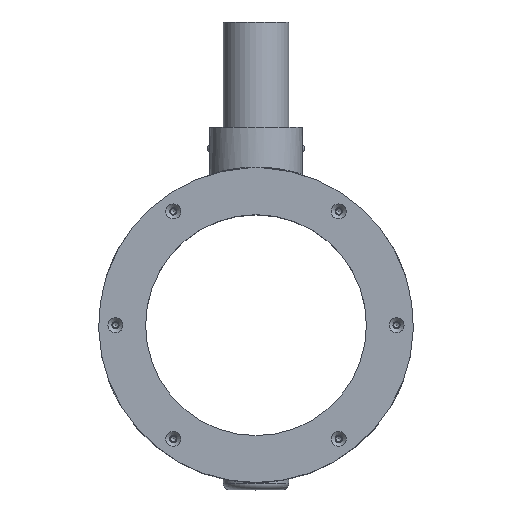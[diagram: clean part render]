
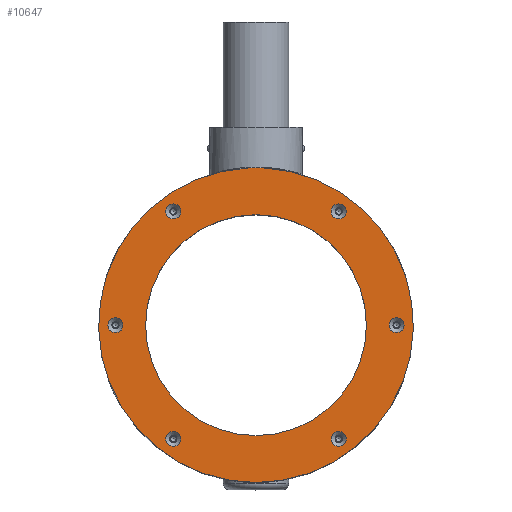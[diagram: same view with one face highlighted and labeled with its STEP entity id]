
A CAD part, top view. The second image highlights one B-rep face of the part: STEP entity #10647.
In plain terms, the highlighted planar face has unit normal (0, 0, 1).
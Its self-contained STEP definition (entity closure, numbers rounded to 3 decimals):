
#245 = CIRCLE ( 'NONE', #27529, 119.7 ) ;
#647 = AXIS2_PLACEMENT_3D ( 'NONE', #18503, #24051, #10701 ) ;
#1128 = AXIS2_PLACEMENT_3D ( 'NONE', #27316, #12250, #14500 ) ;
#1255 = FACE_BOUND ( 'NONE', #5011, .T. ) ;
#1397 = FACE_BOUND ( 'NONE', #24078, .T. ) ;
#1514 = VERTEX_POINT ( 'NONE', #14746 ) ;
#1631 = CARTESIAN_POINT ( 'NONE',  ( 208.953, 75.983, 165.24 ) ) ;
#1794 = CIRCLE ( 'NONE', #15891, 119.7 ) ;
#2036 = CARTESIAN_POINT ( 'NONE',  ( 258.764, 162.487, 165.24 ) ) ;
#2064 = CARTESIAN_POINT ( 'NONE',  ( 214.688, 248.991, 165.24 ) ) ;
#2109 = DIRECTION ( 'NONE',  ( -1., 0., 0. ) ) ;
#2496 = CIRCLE ( 'NONE', #647, 119.7 ) ;
#2674 = CARTESIAN_POINT ( 'NONE',  ( 146.104, 162.487, 165.24 ) ) ;
#2908 = EDGE_CURVE ( 'NONE', #5337, #5337, #20460, .T. ) ;
#3397 = CIRCLE ( 'NONE', #9294, 5.735 ) ;
#3540 = FACE_BOUND ( 'NONE', #20590, .T. ) ;
#3546 = CARTESIAN_POINT ( 'NONE',  ( 253.029, 162.487, 165.24 ) ) ;
#4057 = ORIENTED_EDGE ( 'NONE', *, *, #8755, .F. ) ;
#4378 = EDGE_CURVE ( 'NONE', #27408, #27408, #24529, .T. ) ;
#4678 = DIRECTION ( 'NONE',  ( -1., 0., 0. ) ) ;
#4723 = CIRCLE ( 'NONE', #15646, 5.735 ) ;
#4930 = DIRECTION ( 'NONE',  ( -1., 0., 0. ) ) ;
#5011 = EDGE_LOOP ( 'NONE', ( #18266 ) ) ;
#5337 = VERTEX_POINT ( 'NONE', #10040 ) ;
#5595 = DIRECTION ( 'NONE',  ( 0., 0., 1. ) ) ;
#5725 = DIRECTION ( 'NONE',  ( -1., 0., 0. ) ) ;
#5740 = AXIS2_PLACEMENT_3D ( 'NONE', #26944, #5595, #20515 ) ;
#5828 = DIRECTION ( 'NONE',  ( 1., 0., 0. ) ) ;
#6091 = DIRECTION ( 'NONE',  ( 0., 0., 1. ) ) ;
#6572 = ORIENTED_EDGE ( 'NONE', *, *, #10845, .F. ) ;
#6610 = VERTEX_POINT ( 'NONE', #26106 ) ;
#6796 = CARTESIAN_POINT ( 'NONE',  ( 208.953, 248.991, 165.24 ) ) ;
#6861 = VERTEX_POINT ( 'NONE', #14508 ) ;
#7001 = EDGE_CURVE ( 'NONE', #21670, #21670, #18782, .T. ) ;
#7074 = VERTEX_POINT ( 'NONE', #20142 ) ;
#7126 = CARTESIAN_POINT ( 'NONE',  ( 39.179, 162.487, 165.24 ) ) ;
#7417 = VERTEX_POINT ( 'NONE', #26686 ) ;
#7842 = DIRECTION ( 'NONE',  ( 0., 0., -1. ) ) ;
#8036 = EDGE_CURVE ( 'NONE', #7074, #7417, #2496, .T. ) ;
#8755 = EDGE_CURVE ( 'NONE', #6610, #6610, #3397, .T. ) ;
#9294 = AXIS2_PLACEMENT_3D ( 'NONE', #7126, #16251, #26932 ) ;
#9324 = ORIENTED_EDGE ( 'NONE', *, *, #8036, .F. ) ;
#9571 = VERTEX_POINT ( 'NONE', #2036 ) ;
#9737 = EDGE_LOOP ( 'NONE', ( #21380 ) ) ;
#9950 = FACE_BOUND ( 'NONE', #19828, .T. ) ;
#10040 = CARTESIAN_POINT ( 'NONE',  ( 62.104, 162.487, 165.24 ) ) ;
#10112 = EDGE_LOOP ( 'NONE', ( #17874 ) ) ;
#10647 = ADVANCED_FACE ( 'NONE', ( #17061, #1397, #20744, #16918, #19178, #3540, #1255, #9950 ), #18608, .F. ) ;
#10701 = DIRECTION ( 'NONE',  ( -1., 0., 0. ) ) ;
#10803 = ORIENTED_EDGE ( 'NONE', *, *, #26262, .F. ) ;
#10845 = EDGE_CURVE ( 'NONE', #7417, #6861, #27525, .T. ) ;
#11763 = CARTESIAN_POINT ( 'NONE',  ( 88.991, 75.983, 165.24 ) ) ;
#12250 = DIRECTION ( 'NONE',  ( 0., 0., -1. ) ) ;
#12254 = DIRECTION ( 'NONE',  ( 0., 0., 1. ) ) ;
#13008 = VERTEX_POINT ( 'NONE', #16979 ) ;
#13602 = ORIENTED_EDGE ( 'NONE', *, *, #4378, .F. ) ;
#14500 = DIRECTION ( 'NONE',  ( -1., 0., 0. ) ) ;
#14508 = CARTESIAN_POINT ( 'NONE',  ( 146.104, 42.787, 165.24 ) ) ;
#14746 = CARTESIAN_POINT ( 'NONE',  ( 140.192, 282.041, 165.24 ) ) ;
#14770 = CARTESIAN_POINT ( 'NONE',  ( 146.104, 162.487, 165.24 ) ) ;
#15051 = CARTESIAN_POINT ( 'NONE',  ( 83.256, 75.983, 165.24 ) ) ;
#15646 = AXIS2_PLACEMENT_3D ( 'NONE', #3546, #12254, #5828 ) ;
#15775 = EDGE_CURVE ( 'NONE', #15850, #15850, #19419, .T. ) ;
#15850 = VERTEX_POINT ( 'NONE', #21934 ) ;
#15891 = AXIS2_PLACEMENT_3D ( 'NONE', #16544, #7842, #5725 ) ;
#16251 = DIRECTION ( 'NONE',  ( 0., 0., 1. ) ) ;
#16544 = CARTESIAN_POINT ( 'NONE',  ( 146.104, 162.487, 165.24 ) ) ;
#16918 = FACE_BOUND ( 'NONE', #23215, .T. ) ;
#16979 = CARTESIAN_POINT ( 'NONE',  ( 88.991, 248.991, 165.24 ) ) ;
#17061 = FACE_BOUND ( 'NONE', #10112, .T. ) ;
#17062 = AXIS2_PLACEMENT_3D ( 'NONE', #2674, #22538, #4930 ) ;
#17190 = AXIS2_PLACEMENT_3D ( 'NONE', #1631, #23378, #25258 ) ;
#17874 = ORIENTED_EDGE ( 'NONE', *, *, #7001, .F. ) ;
#17998 = EDGE_CURVE ( 'NONE', #1514, #7074, #245, .T. ) ;
#18266 = ORIENTED_EDGE ( 'NONE', *, *, #24462, .F. ) ;
#18503 = CARTESIAN_POINT ( 'NONE',  ( 146.104, 162.487, 165.24 ) ) ;
#18608 = PLANE ( 'NONE',  #1128 ) ;
#18636 = ORIENTED_EDGE ( 'NONE', *, *, #2908, .F. ) ;
#18673 = AXIS2_PLACEMENT_3D ( 'NONE', #15051, #21960, #19440 ) ;
#18782 = CIRCLE ( 'NONE', #20583, 5.735 ) ;
#19178 = FACE_OUTER_BOUND ( 'NONE', #19678, .T. ) ;
#19419 = CIRCLE ( 'NONE', #17190, 5.735 ) ;
#19440 = DIRECTION ( 'NONE',  ( 1., 0., 0. ) ) ;
#19678 = EDGE_LOOP ( 'NONE', ( #6572, #9324, #21470, #22706 ) ) ;
#19828 = EDGE_LOOP ( 'NONE', ( #10803 ) ) ;
#20142 = CARTESIAN_POINT ( 'NONE',  ( 146.104, 282.187, 165.24 ) ) ;
#20460 = CIRCLE ( 'NONE', #25502, 84. ) ;
#20515 = DIRECTION ( 'NONE',  ( 1., 0., 0. ) ) ;
#20583 = AXIS2_PLACEMENT_3D ( 'NONE', #6796, #23884, #24148 ) ;
#20590 = EDGE_LOOP ( 'NONE', ( #13602 ) ) ;
#20744 = FACE_BOUND ( 'NONE', #9737, .T. ) ;
#21380 = ORIENTED_EDGE ( 'NONE', *, *, #15775, .F. ) ;
#21470 = ORIENTED_EDGE ( 'NONE', *, *, #17998, .F. ) ;
#21471 = EDGE_CURVE ( 'NONE', #6861, #1514, #1794, .T. ) ;
#21670 = VERTEX_POINT ( 'NONE', #2064 ) ;
#21934 = CARTESIAN_POINT ( 'NONE',  ( 214.688, 75.983, 165.24 ) ) ;
#21960 = DIRECTION ( 'NONE',  ( 0., 0., 1. ) ) ;
#22538 = DIRECTION ( 'NONE',  ( 0., 0., -1. ) ) ;
#22706 = ORIENTED_EDGE ( 'NONE', *, *, #21471, .F. ) ;
#23215 = EDGE_LOOP ( 'NONE', ( #18636 ) ) ;
#23378 = DIRECTION ( 'NONE',  ( 0., 0., 1. ) ) ;
#23884 = DIRECTION ( 'NONE',  ( 0., 0., 1. ) ) ;
#24033 = DIRECTION ( 'NONE',  ( 0., 0., -1. ) ) ;
#24051 = DIRECTION ( 'NONE',  ( 0., 0., -1. ) ) ;
#24078 = EDGE_LOOP ( 'NONE', ( #4057 ) ) ;
#24148 = DIRECTION ( 'NONE',  ( 1., 0., 0. ) ) ;
#24160 = CARTESIAN_POINT ( 'NONE',  ( 146.104, 162.487, 165.24 ) ) ;
#24462 = EDGE_CURVE ( 'NONE', #9571, #9571, #4723, .T. ) ;
#24529 = CIRCLE ( 'NONE', #18673, 5.735 ) ;
#25258 = DIRECTION ( 'NONE',  ( 1., 0., 0. ) ) ;
#25282 = CIRCLE ( 'NONE', #5740, 5.735 ) ;
#25502 = AXIS2_PLACEMENT_3D ( 'NONE', #14770, #6091, #2109 ) ;
#26106 = CARTESIAN_POINT ( 'NONE',  ( 44.914, 162.487, 165.24 ) ) ;
#26262 = EDGE_CURVE ( 'NONE', #13008, #13008, #25282, .T. ) ;
#26686 = CARTESIAN_POINT ( 'NONE',  ( 152.017, 282.041, 165.24 ) ) ;
#26932 = DIRECTION ( 'NONE',  ( 1., 0., 0. ) ) ;
#26944 = CARTESIAN_POINT ( 'NONE',  ( 83.256, 248.991, 165.24 ) ) ;
#27316 = CARTESIAN_POINT ( 'NONE',  ( 146.104, 276.092, 165.24 ) ) ;
#27408 = VERTEX_POINT ( 'NONE', #11763 ) ;
#27525 = CIRCLE ( 'NONE', #17062, 119.7 ) ;
#27529 = AXIS2_PLACEMENT_3D ( 'NONE', #24160, #24033, #4678 ) ;
